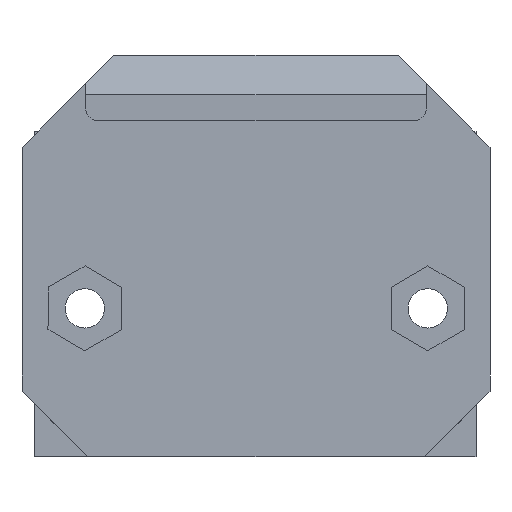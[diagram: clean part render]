
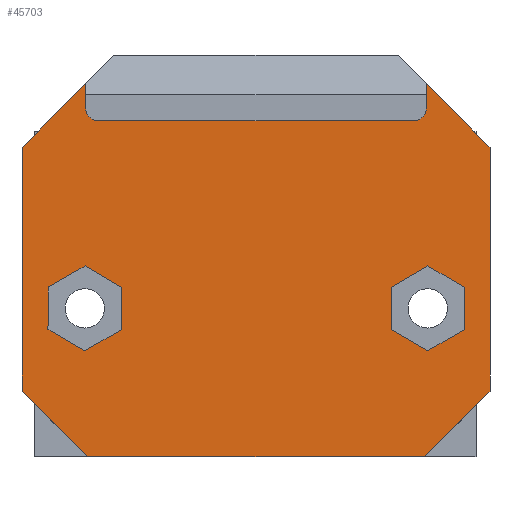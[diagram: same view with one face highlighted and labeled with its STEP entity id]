
A CAD part, front view. The second image highlights one B-rep face of the part: STEP entity #45703.
In plain terms, the highlighted planar face has unit normal (0, -1, 0).
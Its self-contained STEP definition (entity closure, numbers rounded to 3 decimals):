
#1333=FACE_BOUND('',#8341,.T.);
#1334=FACE_BOUND('',#8342,.T.);
#3032=PLANE('',#49483);
#5453=FACE_OUTER_BOUND('',#8340,.T.);
#8340=EDGE_LOOP('',(#42492,#42493,#42494,#42495,#42496,#42497,#42498,#42499,
#42500,#42501,#42502,#42503));
#8341=EDGE_LOOP('',(#42504,#42505,#42506,#42507,#42508,#42509));
#8342=EDGE_LOOP('',(#42510,#42511,#42512,#42513,#42514,#42515));
#13282=LINE('',#77064,#18277);
#13285=LINE('',#77070,#18280);
#13296=LINE('',#77096,#18291);
#13299=LINE('',#77102,#18294);
#13300=LINE('',#77104,#18295);
#13301=LINE('',#77106,#18296);
#13302=LINE('',#77110,#18297);
#13303=LINE('',#77114,#18298);
#13304=LINE('',#77116,#18299);
#13305=LINE('',#77117,#18300);
#13306=LINE('',#77120,#18301);
#13307=LINE('',#77122,#18302);
#13308=LINE('',#77124,#18303);
#13309=LINE('',#77126,#18304);
#13310=LINE('',#77128,#18305);
#13311=LINE('',#77129,#18306);
#13312=LINE('',#77132,#18307);
#13313=LINE('',#77134,#18308);
#13314=LINE('',#77136,#18309);
#13315=LINE('',#77138,#18310);
#13316=LINE('',#77140,#18311);
#13317=LINE('',#77141,#18312);
#18277=VECTOR('',#61501,10.);
#18280=VECTOR('',#61506,10.);
#18291=VECTOR('',#61527,10.);
#18294=VECTOR('',#61532,10.);
#18295=VECTOR('',#61533,10.);
#18296=VECTOR('',#61534,10.);
#18297=VECTOR('',#61537,10.);
#18298=VECTOR('',#61540,10.);
#18299=VECTOR('',#61541,10.);
#18300=VECTOR('',#61542,10.);
#18301=VECTOR('',#61543,10.);
#18302=VECTOR('',#61544,10.);
#18303=VECTOR('',#61545,10.);
#18304=VECTOR('',#61546,10.);
#18305=VECTOR('',#61547,10.);
#18306=VECTOR('',#61548,10.);
#18307=VECTOR('',#61549,10.);
#18308=VECTOR('',#61550,10.);
#18309=VECTOR('',#61551,10.);
#18310=VECTOR('',#61552,10.);
#18311=VECTOR('',#61553,10.);
#18312=VECTOR('',#61554,10.);
#19517=CIRCLE('',#49484,1.);
#19518=CIRCLE('',#49485,1.);
#23591=VERTEX_POINT('',#77061);
#23592=VERTEX_POINT('',#77063);
#23594=VERTEX_POINT('',#77069);
#23604=VERTEX_POINT('',#77095);
#23606=VERTEX_POINT('',#77101);
#23607=VERTEX_POINT('',#77103);
#23608=VERTEX_POINT('',#77105);
#23609=VERTEX_POINT('',#77107);
#23610=VERTEX_POINT('',#77109);
#23611=VERTEX_POINT('',#77111);
#23612=VERTEX_POINT('',#77113);
#23613=VERTEX_POINT('',#77115);
#23614=VERTEX_POINT('',#77118);
#23615=VERTEX_POINT('',#77119);
#23616=VERTEX_POINT('',#77121);
#23617=VERTEX_POINT('',#77123);
#23618=VERTEX_POINT('',#77125);
#23619=VERTEX_POINT('',#77127);
#23620=VERTEX_POINT('',#77130);
#23621=VERTEX_POINT('',#77131);
#23622=VERTEX_POINT('',#77133);
#23623=VERTEX_POINT('',#77135);
#23624=VERTEX_POINT('',#77137);
#23625=VERTEX_POINT('',#77139);
#29894=EDGE_CURVE('',#23591,#23592,#13282,.T.);
#29897=EDGE_CURVE('',#23592,#23594,#13285,.T.);
#29910=EDGE_CURVE('',#23604,#23591,#13296,.T.);
#29913=EDGE_CURVE('',#23606,#23604,#13299,.T.);
#29914=EDGE_CURVE('',#23607,#23606,#13300,.T.);
#29915=EDGE_CURVE('',#23607,#23608,#13301,.T.);
#29916=EDGE_CURVE('',#23608,#23609,#19517,.T.);
#29917=EDGE_CURVE('',#23609,#23610,#13302,.T.);
#29918=EDGE_CURVE('',#23610,#23611,#19518,.T.);
#29919=EDGE_CURVE('',#23611,#23612,#13303,.T.);
#29920=EDGE_CURVE('',#23613,#23612,#13304,.T.);
#29921=EDGE_CURVE('',#23594,#23613,#13305,.T.);
#29922=EDGE_CURVE('',#23614,#23615,#13306,.T.);
#29923=EDGE_CURVE('',#23615,#23616,#13307,.T.);
#29924=EDGE_CURVE('',#23616,#23617,#13308,.T.);
#29925=EDGE_CURVE('',#23617,#23618,#13309,.T.);
#29926=EDGE_CURVE('',#23618,#23619,#13310,.T.);
#29927=EDGE_CURVE('',#23619,#23614,#13311,.T.);
#29928=EDGE_CURVE('',#23620,#23621,#13312,.T.);
#29929=EDGE_CURVE('',#23621,#23622,#13313,.T.);
#29930=EDGE_CURVE('',#23622,#23623,#13314,.T.);
#29931=EDGE_CURVE('',#23623,#23624,#13315,.T.);
#29932=EDGE_CURVE('',#23624,#23625,#13316,.T.);
#29933=EDGE_CURVE('',#23625,#23620,#13317,.T.);
#42492=ORIENTED_EDGE('',*,*,#29897,.F.);
#42493=ORIENTED_EDGE('',*,*,#29894,.F.);
#42494=ORIENTED_EDGE('',*,*,#29910,.F.);
#42495=ORIENTED_EDGE('',*,*,#29913,.F.);
#42496=ORIENTED_EDGE('',*,*,#29914,.F.);
#42497=ORIENTED_EDGE('',*,*,#29915,.T.);
#42498=ORIENTED_EDGE('',*,*,#29916,.T.);
#42499=ORIENTED_EDGE('',*,*,#29917,.T.);
#42500=ORIENTED_EDGE('',*,*,#29918,.T.);
#42501=ORIENTED_EDGE('',*,*,#29919,.T.);
#42502=ORIENTED_EDGE('',*,*,#29920,.F.);
#42503=ORIENTED_EDGE('',*,*,#29921,.F.);
#42504=ORIENTED_EDGE('',*,*,#29922,.T.);
#42505=ORIENTED_EDGE('',*,*,#29923,.T.);
#42506=ORIENTED_EDGE('',*,*,#29924,.T.);
#42507=ORIENTED_EDGE('',*,*,#29925,.T.);
#42508=ORIENTED_EDGE('',*,*,#29926,.T.);
#42509=ORIENTED_EDGE('',*,*,#29927,.T.);
#42510=ORIENTED_EDGE('',*,*,#29928,.T.);
#42511=ORIENTED_EDGE('',*,*,#29929,.T.);
#42512=ORIENTED_EDGE('',*,*,#29930,.T.);
#42513=ORIENTED_EDGE('',*,*,#29931,.T.);
#42514=ORIENTED_EDGE('',*,*,#29932,.T.);
#42515=ORIENTED_EDGE('',*,*,#29933,.T.);
#45703=ADVANCED_FACE('',(#5453,#1333,#1334),#3032,.T.);
#49483=AXIS2_PLACEMENT_3D('',#77100,#61530,#61531);
#49484=AXIS2_PLACEMENT_3D('',#77108,#61535,#61536);
#49485=AXIS2_PLACEMENT_3D('',#77112,#61538,#61539);
#61501=DIRECTION('',(-1.,0.,0.));
#61506=DIRECTION('',(-0.707,0.,0.707));
#61527=DIRECTION('',(-0.707,0.,-0.707));
#61530=DIRECTION('center_axis',(0.,-1.,0.));
#61531=DIRECTION('ref_axis',(1.,0.,0.));
#61532=DIRECTION('',(0.,0.,-1.));
#61533=DIRECTION('',(0.707,0.,-0.707));
#61534=DIRECTION('',(0.,0.,-1.));
#61535=DIRECTION('center_axis',(0.,1.,0.));
#61536=DIRECTION('ref_axis',(0.,0.,1.));
#61537=DIRECTION('',(-1.,0.,0.));
#61538=DIRECTION('center_axis',(0.,1.,0.));
#61539=DIRECTION('ref_axis',(0.,0.,-1.));
#61540=DIRECTION('',(0.,0.,1.));
#61541=DIRECTION('',(0.707,0.,0.707));
#61542=DIRECTION('',(0.,0.,1.));
#61543=DIRECTION('',(0.863,0.,-0.505));
#61544=DIRECTION('',(-0.006,0.,-1.));
#61545=DIRECTION('',(-0.869,0.,-0.495));
#61546=DIRECTION('',(-0.863,0.,0.505));
#61547=DIRECTION('',(0.006,0.,1.));
#61548=DIRECTION('',(0.869,0.,0.495));
#61549=DIRECTION('',(-0.866,0.,0.5));
#61550=DIRECTION('',(0.,0.,1.));
#61551=DIRECTION('',(0.866,0.,0.5));
#61552=DIRECTION('',(0.866,0.,-0.5));
#61553=DIRECTION('',(0.,0.,-1.));
#61554=DIRECTION('',(-0.866,0.,-0.5));
#77061=CARTESIAN_POINT('',(12.85,-12.8,-30.605));
#77063=CARTESIAN_POINT('',(-12.85,-12.8,-30.605));
#77064=CARTESIAN_POINT('',(16.85,-12.8,-30.605));
#77069=CARTESIAN_POINT('',(-17.85,-12.8,-25.605));
#77070=CARTESIAN_POINT('',(-14.045,-12.8,-29.41));
#77095=CARTESIAN_POINT('',(17.85,-12.8,-25.605));
#77096=CARTESIAN_POINT('',(14.045,-12.8,-29.41));
#77100=CARTESIAN_POINT('Origin',(0.,-12.8,-17.976));
#77101=CARTESIAN_POINT('',(17.85,-12.8,-7.));
#77102=CARTESIAN_POINT('',(17.85,-12.8,-5.976));
#77103=CARTESIAN_POINT('',(13.,-12.8,-2.15));
#77104=CARTESIAN_POINT('',(14.132,-12.8,-3.282));
#77105=CARTESIAN_POINT('',(13.,-12.8,-4.));
#77106=CARTESIAN_POINT('',(13.,-12.8,-5.488));
#77107=CARTESIAN_POINT('',(12.,-12.8,-5.));
#77108=CARTESIAN_POINT('Origin',(12.,-12.8,-4.));
#77109=CARTESIAN_POINT('',(-12.,-12.8,-5.));
#77110=CARTESIAN_POINT('',(-8.425,-12.8,-5.));
#77111=CARTESIAN_POINT('',(-13.,-12.8,-4.));
#77112=CARTESIAN_POINT('Origin',(-12.,-12.8,-4.));
#77113=CARTESIAN_POINT('',(-13.,-12.8,-2.15));
#77114=CARTESIAN_POINT('',(-13.,-12.8,-5.488));
#77115=CARTESIAN_POINT('',(-17.85,-12.8,-7.));
#77116=CARTESIAN_POINT('',(-14.132,-12.8,-3.282));
#77117=CARTESIAN_POINT('',(-17.85,-12.8,-29.976));
#77118=CARTESIAN_POINT('',(-13.039,-12.8,-16.065));
#77119=CARTESIAN_POINT('',(-10.249,-12.8,-17.698));
#77120=CARTESIAN_POINT('',(-6.711,-12.8,-19.77));
#77121=CARTESIAN_POINT('',(-10.268,-12.8,-20.932));
#77122=CARTESIAN_POINT('',(-10.26,-12.8,-19.464));
#77123=CARTESIAN_POINT('',(-13.078,-12.8,-22.531));
#77124=CARTESIAN_POINT('',(-6.133,-12.8,-18.577));
#77125=CARTESIAN_POINT('',(-15.868,-12.8,-20.897));
#77126=CARTESIAN_POINT('',(-8.146,-12.8,-25.419));
#77127=CARTESIAN_POINT('',(-15.849,-12.8,-17.664));
#77128=CARTESIAN_POINT('',(-15.869,-12.8,-21.047));
#77129=CARTESIAN_POINT('',(-10.308,-12.8,-14.51));
#77130=CARTESIAN_POINT('',(13.101,-12.8,-22.531));
#77131=CARTESIAN_POINT('',(10.301,-12.8,-20.914));
#77132=CARTESIAN_POINT('',(7.603,-12.8,-19.357));
#77133=CARTESIAN_POINT('',(10.301,-12.8,-17.681));
#77134=CARTESIAN_POINT('',(10.301,-12.8,-21.106));
#77135=CARTESIAN_POINT('',(13.101,-12.8,-16.065));
#77136=CARTESIAN_POINT('',(5.337,-12.8,-20.547));
#77137=CARTESIAN_POINT('',(15.901,-12.8,-17.681));
#77138=CARTESIAN_POINT('',(9.003,-12.8,-13.699));
#77139=CARTESIAN_POINT('',(15.901,-12.8,-20.914));
#77140=CARTESIAN_POINT('',(15.901,-12.8,-19.49));
#77141=CARTESIAN_POINT('',(9.537,-12.8,-24.589));
